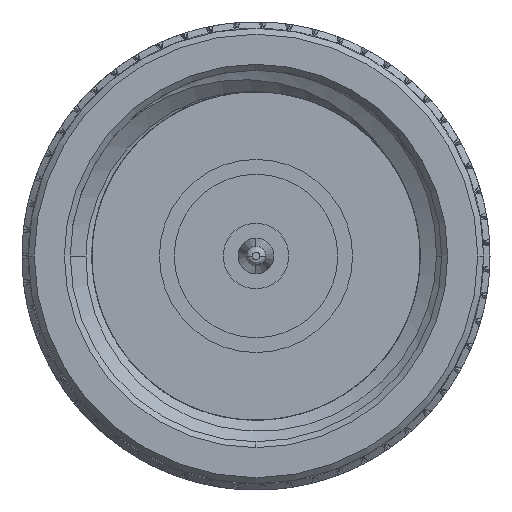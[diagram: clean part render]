
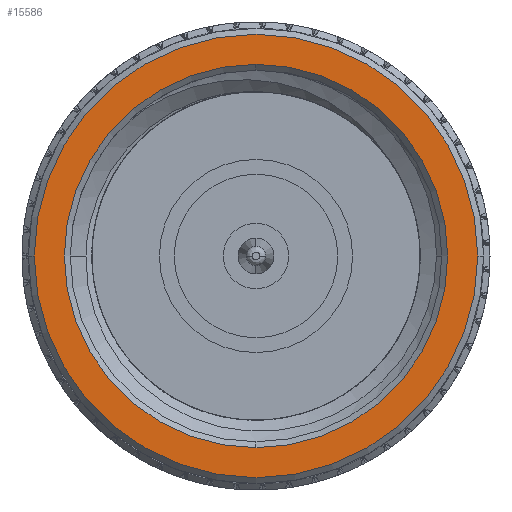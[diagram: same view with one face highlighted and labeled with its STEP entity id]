
A CAD part, left-side view. The second image highlights one B-rep face of the part: STEP entity #15586.
In plain terms, the highlighted planar face has unit normal (-1, 0, 0).
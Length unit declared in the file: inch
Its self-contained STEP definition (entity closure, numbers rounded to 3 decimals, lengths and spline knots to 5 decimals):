
#5979 = CARTESIAN_POINT ( 'NONE',  ( 0., 0., 0. ) ) ;
#6336 = VERTEX_POINT ( 'NONE', #167604 ) ;
#11464 = AXIS2_PLACEMENT_3D ( 'NONE', #140628, #154667, #32598 ) ;
#14152 = DIRECTION ( 'NONE',  ( 0., 0., 1. ) ) ;
#14687 = AXIS2_PLACEMENT_3D ( 'NONE', #23337, #170010, #49702 ) ;
#14904 = CARTESIAN_POINT ( 'NONE',  ( 0., 0., -0.3225 ) ) ;
#15586 = ADVANCED_FACE ( 'NONE', ( #52316, #78698 ), #36519, .T. ) ;
#20503 = ORIENTED_EDGE ( 'NONE', *, *, #114345, .T. ) ;
#23086 = ORIENTED_EDGE ( 'NONE', *, *, #35382, .T. ) ;
#23337 = CARTESIAN_POINT ( 'NONE',  ( 0., 0.38309, 0. ) ) ;
#25779 = CIRCLE ( 'NONE', #39811, 0.3225 ) ;
#25941 = VERTEX_POINT ( 'NONE', #130657 ) ;
#27350 = DIRECTION ( 'NONE',  ( 1., 0., 0. ) ) ;
#30759 = VERTEX_POINT ( 'NONE', #59929 ) ;
#31506 = DIRECTION ( 'NONE',  ( -1., 0., 0. ) ) ;
#32598 = DIRECTION ( 'NONE',  ( 0., 0., 1. ) ) ;
#34692 = EDGE_LOOP ( 'NONE', ( #106730, #23086 ) ) ;
#35382 = EDGE_CURVE ( 'NONE', #25941, #30759, #90725, .T. ) ;
#36519 = PLANE ( 'NONE',  #14687 ) ;
#39811 = AXIS2_PLACEMENT_3D ( 'NONE', #119623, #27350, #14152 ) ;
#49702 = DIRECTION ( 'NONE',  ( 0., -1., 0. ) ) ;
#52316 = FACE_OUTER_BOUND ( 'NONE', #34692, .T. ) ;
#59929 = CARTESIAN_POINT ( 'NONE',  ( 0., 0.37309, 0. ) ) ;
#61533 = AXIS2_PLACEMENT_3D ( 'NONE', #88950, #62551, #93259 ) ;
#62551 = DIRECTION ( 'NONE',  ( -1., 0., 0. ) ) ;
#64794 = CIRCLE ( 'NONE', #11464, 0.3225 ) ;
#78698 = FACE_BOUND ( 'NONE', #96095, .T. ) ;
#87614 = EDGE_CURVE ( 'NONE', #6336, #160261, #25779, .T. ) ;
#88950 = CARTESIAN_POINT ( 'NONE',  ( 0., 0., 0. ) ) ;
#90725 = CIRCLE ( 'NONE', #99093, 0.37309 ) ;
#93259 = DIRECTION ( 'NONE',  ( 0., 1., 0. ) ) ;
#96095 = EDGE_LOOP ( 'NONE', ( #154638, #20503 ) ) ;
#99093 = AXIS2_PLACEMENT_3D ( 'NONE', #5979, #31506, #141282 ) ;
#102325 = EDGE_CURVE ( 'NONE', #30759, #25941, #103720, .T. ) ;
#103720 = CIRCLE ( 'NONE', #61533, 0.37309 ) ;
#106730 = ORIENTED_EDGE ( 'NONE', *, *, #102325, .T. ) ;
#114345 = EDGE_CURVE ( 'NONE', #160261, #6336, #64794, .T. ) ;
#119623 = CARTESIAN_POINT ( 'NONE',  ( 0., 0., 0. ) ) ;
#130657 = CARTESIAN_POINT ( 'NONE',  ( 0., -0.37309, 0. ) ) ;
#140628 = CARTESIAN_POINT ( 'NONE',  ( 0., 0., 0. ) ) ;
#141282 = DIRECTION ( 'NONE',  ( 0., 1., 0. ) ) ;
#154638 = ORIENTED_EDGE ( 'NONE', *, *, #87614, .T. ) ;
#154667 = DIRECTION ( 'NONE',  ( 1., 0., 0. ) ) ;
#160261 = VERTEX_POINT ( 'NONE', #14904 ) ;
#167604 = CARTESIAN_POINT ( 'NONE',  ( 0., 0., 0.3225 ) ) ;
#170010 = DIRECTION ( 'NONE',  ( -1., 0., 0. ) ) ;
